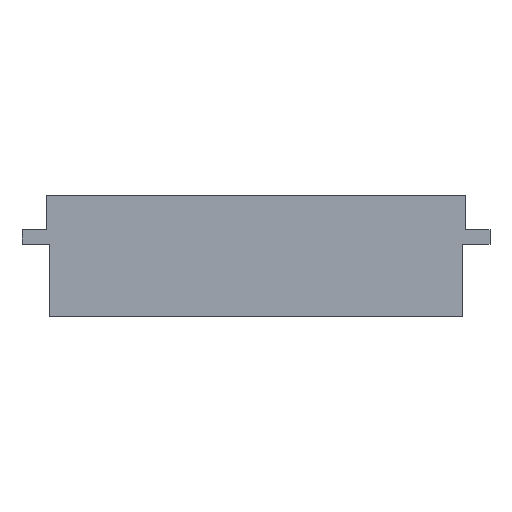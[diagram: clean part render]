
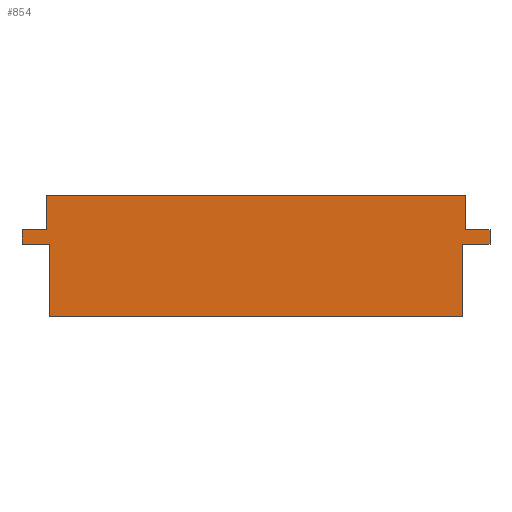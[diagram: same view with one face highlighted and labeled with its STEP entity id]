
A CAD part, top view. The second image highlights one B-rep face of the part: STEP entity #854.
In plain terms, the highlighted planar face has unit normal (0, 0, 1).
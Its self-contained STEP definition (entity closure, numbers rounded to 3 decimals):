
#221=LINE('',#3675,#449);
#222=LINE('',#3678,#450);
#223=LINE('',#3680,#451);
#224=LINE('',#3682,#452);
#225=LINE('',#3684,#453);
#226=LINE('',#3686,#454);
#227=LINE('',#3688,#455);
#228=LINE('',#3690,#456);
#229=LINE('',#3692,#457);
#230=LINE('',#3694,#458);
#231=LINE('',#3696,#459);
#232=LINE('',#3698,#460);
#449=VECTOR('',#3057,1.);
#450=VECTOR('',#3058,1.);
#451=VECTOR('',#3059,1.);
#452=VECTOR('',#3060,1.);
#453=VECTOR('',#3061,1.);
#454=VECTOR('',#3062,1.);
#455=VECTOR('',#3063,1.);
#456=VECTOR('',#3064,1.);
#457=VECTOR('',#3065,1.);
#458=VECTOR('',#3066,1.);
#459=VECTOR('',#3067,1.);
#460=VECTOR('',#3068,1.);
#588=PLANE('',#2502);
#698=FACE_OUTER_BOUND('',#1158,.T.);
#854=ADVANCED_FACE('',(#698),#588,.T.);
#1158=EDGE_LOOP('',(#1597,#1598,#1599,#1600,#1601,#1602,#1603,#1604,#1605,
#1606,#1607,#1608));
#1597=ORIENTED_EDGE('',*,*,#2209,.F.);
#1598=ORIENTED_EDGE('',*,*,#2210,.F.);
#1599=ORIENTED_EDGE('',*,*,#2211,.F.);
#1600=ORIENTED_EDGE('',*,*,#2212,.F.);
#1601=ORIENTED_EDGE('',*,*,#2213,.F.);
#1602=ORIENTED_EDGE('',*,*,#2214,.F.);
#1603=ORIENTED_EDGE('',*,*,#2215,.F.);
#1604=ORIENTED_EDGE('',*,*,#2216,.F.);
#1605=ORIENTED_EDGE('',*,*,#2217,.F.);
#1606=ORIENTED_EDGE('',*,*,#2218,.F.);
#1607=ORIENTED_EDGE('',*,*,#2219,.F.);
#1608=ORIENTED_EDGE('',*,*,#2220,.F.);
#1945=VERTEX_POINT('',#3676);
#1946=VERTEX_POINT('',#3677);
#1947=VERTEX_POINT('',#3679);
#1948=VERTEX_POINT('',#3681);
#1949=VERTEX_POINT('',#3683);
#1950=VERTEX_POINT('',#3685);
#1951=VERTEX_POINT('',#3687);
#1952=VERTEX_POINT('',#3689);
#1953=VERTEX_POINT('',#3691);
#1954=VERTEX_POINT('',#3693);
#1955=VERTEX_POINT('',#3695);
#1956=VERTEX_POINT('',#3697);
#2209=EDGE_CURVE('',#1945,#1946,#221,.T.);
#2210=EDGE_CURVE('',#1947,#1945,#222,.T.);
#2211=EDGE_CURVE('',#1948,#1947,#223,.T.);
#2212=EDGE_CURVE('',#1949,#1948,#224,.T.);
#2213=EDGE_CURVE('',#1950,#1949,#225,.T.);
#2214=EDGE_CURVE('',#1951,#1950,#226,.T.);
#2215=EDGE_CURVE('',#1952,#1951,#227,.T.);
#2216=EDGE_CURVE('',#1953,#1952,#228,.T.);
#2217=EDGE_CURVE('',#1954,#1953,#229,.T.);
#2218=EDGE_CURVE('',#1955,#1954,#230,.T.);
#2219=EDGE_CURVE('',#1956,#1955,#231,.T.);
#2220=EDGE_CURVE('',#1946,#1956,#232,.T.);
#2502=AXIS2_PLACEMENT_3D('',#3699,#3069,#3070);
#3057=DIRECTION('',(-1.,0.,0.));
#3058=DIRECTION('',(0.,-1.,0.));
#3059=DIRECTION('',(-1.,0.,0.));
#3060=DIRECTION('',(0.,-1.,0.));
#3061=DIRECTION('',(1.,0.,0.));
#3062=DIRECTION('',(0.,-1.,0.));
#3063=DIRECTION('',(1.,0.,0.));
#3064=DIRECTION('',(0.,1.,0.));
#3065=DIRECTION('',(1.,0.,0.));
#3066=DIRECTION('',(0.,1.,0.));
#3067=DIRECTION('',(-1.,0.,0.));
#3068=DIRECTION('',(0.,1.,0.));
#3069=DIRECTION('',(0.,0.,1.));
#3070=DIRECTION('',(1.,0.,0.));
#3675=CARTESIAN_POINT('',(41.95,-24.45,5.));
#3676=CARTESIAN_POINT('',(41.95,-24.45,5.));
#3677=CARTESIAN_POINT('',(-41.95,-24.45,5.));
#3678=CARTESIAN_POINT('',(41.95,-9.8,5.));
#3679=CARTESIAN_POINT('',(41.95,-9.8,5.));
#3680=CARTESIAN_POINT('',(47.45,-9.8,5.));
#3681=CARTESIAN_POINT('',(47.45,-9.8,5.));
#3682=CARTESIAN_POINT('',(47.45,-6.95,5.));
#3683=CARTESIAN_POINT('',(47.45,-6.95,5.));
#3684=CARTESIAN_POINT('',(42.4,-6.95,5.));
#3685=CARTESIAN_POINT('',(42.4,-6.95,5.));
#3686=CARTESIAN_POINT('',(42.4,0.,5.));
#3687=CARTESIAN_POINT('',(42.4,0.,5.));
#3688=CARTESIAN_POINT('',(-42.4,0.,5.));
#3689=CARTESIAN_POINT('',(-42.4,0.,5.));
#3690=CARTESIAN_POINT('',(-42.4,-6.95,5.));
#3691=CARTESIAN_POINT('',(-42.4,-6.95,5.));
#3692=CARTESIAN_POINT('',(-47.45,-6.95,5.));
#3693=CARTESIAN_POINT('',(-47.45,-6.95,5.));
#3694=CARTESIAN_POINT('',(-47.45,-9.8,5.));
#3695=CARTESIAN_POINT('',(-47.45,-9.8,5.));
#3696=CARTESIAN_POINT('',(-41.95,-9.8,5.));
#3697=CARTESIAN_POINT('',(-41.95,-9.8,5.));
#3698=CARTESIAN_POINT('',(-41.95,-24.45,5.));
#3699=CARTESIAN_POINT('',(-52.195,-25.673,5.));
